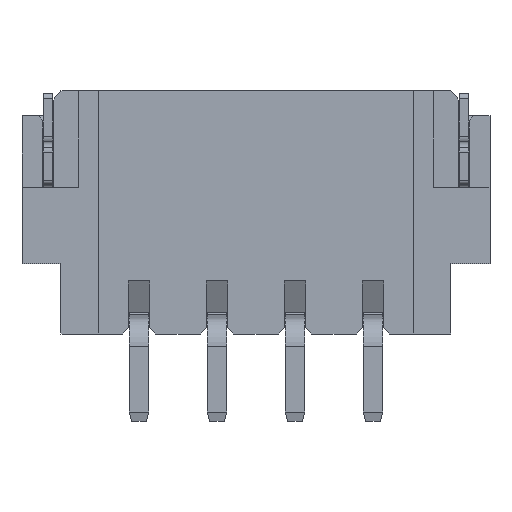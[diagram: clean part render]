
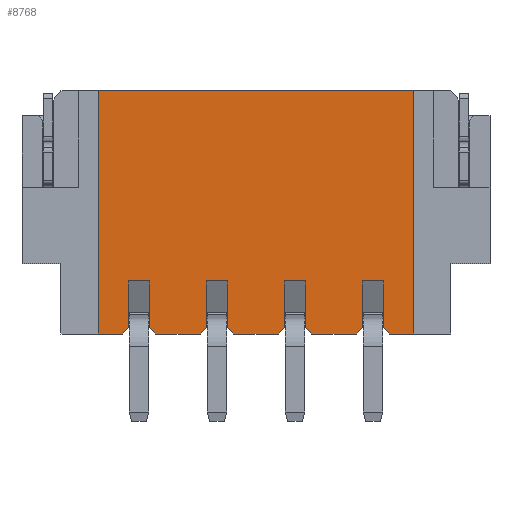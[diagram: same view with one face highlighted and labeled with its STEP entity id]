
A CAD part, front view. The second image highlights one B-rep face of the part: STEP entity #8768.
In plain terms, the highlighted planar face has unit normal (0, -1, 0).
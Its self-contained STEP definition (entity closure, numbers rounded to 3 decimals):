
#1403=DIRECTION('',(-0.707,0.,-0.707));
#1404=VECTOR('',#1403,0.283);
#1405=CARTESIAN_POINT('',(5.91,-5.7,-7.6));
#1406=LINE('',#1405,#1404);
#1407=DIRECTION('',(-0.707,0.,0.707));
#1408=VECTOR('',#1407,0.283);
#1409=CARTESIAN_POINT('',(4.29,-5.7,-7.8));
#1410=LINE('',#1409,#1408);
#1411=DIRECTION('',(-1.,0.,0.));
#1412=VECTOR('',#1411,0.68);
#1413=CARTESIAN_POINT('',(4.09,-5.7,-6.1));
#1414=LINE('',#1413,#1412);
#1415=DIRECTION('',(-0.707,0.,-0.707));
#1416=VECTOR('',#1415,0.283);
#1417=CARTESIAN_POINT('',(3.41,-5.7,-7.6));
#1418=LINE('',#1417,#1416);
#1419=DIRECTION('',(1.,0.,0.));
#1420=VECTOR('',#1419,10.1);
#1421=CARTESIAN_POINT('',(2.45,-5.7,0.));
#1422=LINE('',#1421,#1420);
#1423=DIRECTION('',(-0.707,0.,0.707));
#1424=VECTOR('',#1423,0.283);
#1425=CARTESIAN_POINT('',(11.79,-5.7,-7.8));
#1426=LINE('',#1425,#1424);
#1427=DIRECTION('',(-1.,0.,0.));
#1428=VECTOR('',#1427,0.68);
#1429=CARTESIAN_POINT('',(11.59,-5.7,-6.1));
#1430=LINE('',#1429,#1428);
#1431=DIRECTION('',(-0.707,0.,-0.707));
#1432=VECTOR('',#1431,0.283);
#1433=CARTESIAN_POINT('',(10.91,-5.7,-7.6));
#1434=LINE('',#1433,#1432);
#1435=DIRECTION('',(-0.707,0.,0.707));
#1436=VECTOR('',#1435,0.283);
#1437=CARTESIAN_POINT('',(9.29,-5.7,-7.8));
#1438=LINE('',#1437,#1436);
#1439=DIRECTION('',(-1.,0.,0.));
#1440=VECTOR('',#1439,0.68);
#1441=CARTESIAN_POINT('',(9.09,-5.7,-6.1));
#1442=LINE('',#1441,#1440);
#1443=DIRECTION('',(-0.707,0.,-0.707));
#1444=VECTOR('',#1443,0.283);
#1445=CARTESIAN_POINT('',(8.41,-5.7,-7.6));
#1446=LINE('',#1445,#1444);
#1447=DIRECTION('',(-0.707,0.,0.707));
#1448=VECTOR('',#1447,0.283);
#1449=CARTESIAN_POINT('',(6.79,-5.7,-7.8));
#1450=LINE('',#1449,#1448);
#1451=DIRECTION('',(-1.,0.,0.));
#1452=VECTOR('',#1451,0.68);
#1453=CARTESIAN_POINT('',(6.59,-5.7,-6.1));
#1454=LINE('',#1453,#1452);
#1463=DIRECTION('',(1.,0.,0.));
#1464=VECTOR('',#1463,1.42);
#1465=CARTESIAN_POINT('',(4.29,-5.7,-7.8));
#1466=LINE('',#1465,#1464);
#1483=DIRECTION('',(0.,0.,-1.));
#1484=VECTOR('',#1483,1.5);
#1485=CARTESIAN_POINT('',(4.09,-5.7,-6.1));
#1486=LINE('',#1485,#1484);
#1491=DIRECTION('',(0.,0.,1.));
#1492=VECTOR('',#1491,1.5);
#1493=CARTESIAN_POINT('',(3.41,-5.7,-7.6));
#1494=LINE('',#1493,#1492);
#1515=DIRECTION('',(1.,0.,0.));
#1516=VECTOR('',#1515,0.76);
#1517=CARTESIAN_POINT('',(2.45,-5.7,-7.8));
#1518=LINE('',#1517,#1516);
#2453=DIRECTION('',(0.,0.,-1.));
#2454=VECTOR('',#2453,7.8);
#2455=CARTESIAN_POINT('',(2.45,-5.7,0.));
#2456=LINE('',#2455,#2454);
#2465=DIRECTION('',(0.,0.,1.));
#2466=VECTOR('',#2465,7.8);
#2467=CARTESIAN_POINT('',(12.55,-5.7,-7.8));
#2468=LINE('',#2467,#2466);
#2477=DIRECTION('',(1.,0.,0.));
#2478=VECTOR('',#2477,0.76);
#2479=CARTESIAN_POINT('',(11.79,-5.7,-7.8));
#2480=LINE('',#2479,#2478);
#2533=DIRECTION('',(0.,0.,-1.));
#2534=VECTOR('',#2533,1.5);
#2535=CARTESIAN_POINT('',(11.59,-5.7,-6.1));
#2536=LINE('',#2535,#2534);
#2545=DIRECTION('',(0.,0.,1.));
#2546=VECTOR('',#2545,1.5);
#2547=CARTESIAN_POINT('',(10.91,-5.7,-7.6));
#2548=LINE('',#2547,#2546);
#2589=DIRECTION('',(0.,0.,-1.));
#2590=VECTOR('',#2589,1.5);
#2591=CARTESIAN_POINT('',(9.09,-5.7,-6.1));
#2592=LINE('',#2591,#2590);
#2593=DIRECTION('',(1.,0.,0.));
#2594=VECTOR('',#2593,1.42);
#2595=CARTESIAN_POINT('',(9.29,-5.7,-7.8));
#2596=LINE('',#2595,#2594);
#2605=DIRECTION('',(0.,0.,1.));
#2606=VECTOR('',#2605,1.5);
#2607=CARTESIAN_POINT('',(8.41,-5.7,-7.6));
#2608=LINE('',#2607,#2606);
#2649=DIRECTION('',(0.,0.,-1.));
#2650=VECTOR('',#2649,1.5);
#2651=CARTESIAN_POINT('',(6.59,-5.7,-6.1));
#2652=LINE('',#2651,#2650);
#2653=DIRECTION('',(1.,0.,0.));
#2654=VECTOR('',#2653,1.42);
#2655=CARTESIAN_POINT('',(6.79,-5.7,-7.8));
#2656=LINE('',#2655,#2654);
#2665=DIRECTION('',(0.,0.,1.));
#2666=VECTOR('',#2665,1.5);
#2667=CARTESIAN_POINT('',(5.91,-5.7,-7.6));
#2668=LINE('',#2667,#2666);
#5091=CARTESIAN_POINT('',(12.55,-5.7,0.));
#5093=VERTEX_POINT('',#5091);
#5095=CARTESIAN_POINT('',(2.45,-5.7,0.));
#5096=VERTEX_POINT('',#5095);
#5528=CARTESIAN_POINT('',(6.59,-5.7,-6.1));
#5530=VERTEX_POINT('',#5528);
#5534=CARTESIAN_POINT('',(9.09,-5.7,-6.1));
#5536=VERTEX_POINT('',#5534);
#5540=CARTESIAN_POINT('',(11.59,-5.7,-6.1));
#5542=VERTEX_POINT('',#5540);
#5549=CARTESIAN_POINT('',(4.09,-5.7,-6.1));
#5550=VERTEX_POINT('',#5549);
#5587=CARTESIAN_POINT('',(5.91,-5.7,-7.6));
#5588=CARTESIAN_POINT('',(5.71,-5.7,-7.8));
#5589=VERTEX_POINT('',#5587);
#5590=VERTEX_POINT('',#5588);
#5591=CARTESIAN_POINT('',(4.29,-5.7,-7.8));
#5592=CARTESIAN_POINT('',(4.09,-5.7,-7.6));
#5593=VERTEX_POINT('',#5591);
#5594=VERTEX_POINT('',#5592);
#5595=CARTESIAN_POINT('',(3.41,-5.7,-6.1));
#5596=VERTEX_POINT('',#5595);
#5597=CARTESIAN_POINT('',(3.41,-5.7,-7.6));
#5598=VERTEX_POINT('',#5597);
#5599=CARTESIAN_POINT('',(3.21,-5.7,-7.8));
#5600=VERTEX_POINT('',#5599);
#5601=CARTESIAN_POINT('',(2.45,-5.7,-7.8));
#5602=VERTEX_POINT('',#5601);
#5603=CARTESIAN_POINT('',(12.55,-5.7,-7.8));
#5604=VERTEX_POINT('',#5603);
#5605=CARTESIAN_POINT('',(11.79,-5.7,-7.8));
#5606=CARTESIAN_POINT('',(11.59,-5.7,-7.6));
#5607=VERTEX_POINT('',#5605);
#5608=VERTEX_POINT('',#5606);
#5609=CARTESIAN_POINT('',(10.91,-5.7,-6.1));
#5610=VERTEX_POINT('',#5609);
#5611=CARTESIAN_POINT('',(10.91,-5.7,-7.6));
#5612=VERTEX_POINT('',#5611);
#5613=CARTESIAN_POINT('',(10.71,-5.7,-7.8));
#5614=VERTEX_POINT('',#5613);
#5615=CARTESIAN_POINT('',(9.29,-5.7,-7.8));
#5616=CARTESIAN_POINT('',(9.09,-5.7,-7.6));
#5617=VERTEX_POINT('',#5615);
#5618=VERTEX_POINT('',#5616);
#5619=CARTESIAN_POINT('',(8.41,-5.7,-6.1));
#5620=VERTEX_POINT('',#5619);
#5621=CARTESIAN_POINT('',(8.41,-5.7,-7.6));
#5622=VERTEX_POINT('',#5621);
#5623=CARTESIAN_POINT('',(8.21,-5.7,-7.8));
#5624=VERTEX_POINT('',#5623);
#5625=CARTESIAN_POINT('',(6.79,-5.7,-7.8));
#5626=CARTESIAN_POINT('',(6.59,-5.7,-7.6));
#5627=VERTEX_POINT('',#5625);
#5628=VERTEX_POINT('',#5626);
#5629=CARTESIAN_POINT('',(5.91,-5.7,-6.1));
#5630=VERTEX_POINT('',#5629);
#8711=CARTESIAN_POINT('',(7.5,-5.7,-3.9));
#8712=DIRECTION('',(0.,1.,0.));
#8713=DIRECTION('',(1.,0.,0.));
#8714=AXIS2_PLACEMENT_3D('',#8711,#8712,#8713);
#8715=PLANE('',#8714);
#8716=ORIENTED_EDGE('',*,*,#8701,.T.);
#8718=ORIENTED_EDGE('',*,*,#8717,.F.);
#8720=ORIENTED_EDGE('',*,*,#8719,.T.);
#8722=ORIENTED_EDGE('',*,*,#8721,.F.);
#8723=ORIENTED_EDGE('',*,*,#8670,.T.);
#8725=ORIENTED_EDGE('',*,*,#8724,.F.);
#8727=ORIENTED_EDGE('',*,*,#8726,.T.);
#8729=ORIENTED_EDGE('',*,*,#8728,.F.);
#8731=ORIENTED_EDGE('',*,*,#8730,.F.);
#8732=ORIENTED_EDGE('',*,*,#6696,.T.);
#8734=ORIENTED_EDGE('',*,*,#8733,.F.);
#8736=ORIENTED_EDGE('',*,*,#8735,.F.);
#8738=ORIENTED_EDGE('',*,*,#8737,.T.);
#8740=ORIENTED_EDGE('',*,*,#8739,.F.);
#8741=ORIENTED_EDGE('',*,*,#8655,.T.);
#8743=ORIENTED_EDGE('',*,*,#8742,.F.);
#8745=ORIENTED_EDGE('',*,*,#8744,.T.);
#8747=ORIENTED_EDGE('',*,*,#8746,.F.);
#8749=ORIENTED_EDGE('',*,*,#8748,.T.);
#8751=ORIENTED_EDGE('',*,*,#8750,.F.);
#8752=ORIENTED_EDGE('',*,*,#8647,.T.);
#8754=ORIENTED_EDGE('',*,*,#8753,.F.);
#8756=ORIENTED_EDGE('',*,*,#8755,.T.);
#8758=ORIENTED_EDGE('',*,*,#8757,.F.);
#8760=ORIENTED_EDGE('',*,*,#8759,.T.);
#8762=ORIENTED_EDGE('',*,*,#8761,.F.);
#8763=ORIENTED_EDGE('',*,*,#8639,.T.);
#8765=ORIENTED_EDGE('',*,*,#8764,.F.);
#8766=EDGE_LOOP('',(#8716,#8718,#8720,#8722,#8723,#8725,#8727,#8729,#8731,#8732,
#8734,#8736,#8738,#8740,#8741,#8743,#8745,#8747,#8749,#8751,#8752,#8754,#8756,
#8758,#8760,#8762,#8763,#8765));
#8767=FACE_OUTER_BOUND('',#8766,.F.);
#6696=EDGE_CURVE('',#5096,#5093,#1422,.T.);
#8639=EDGE_CURVE('',#5530,#5630,#1454,.T.);
#8647=EDGE_CURVE('',#5536,#5620,#1442,.T.);
#8655=EDGE_CURVE('',#5542,#5610,#1430,.T.);
#8670=EDGE_CURVE('',#5550,#5596,#1414,.T.);
#8701=EDGE_CURVE('',#5589,#5590,#1406,.T.);
#8717=EDGE_CURVE('',#5593,#5590,#1466,.T.);
#8719=EDGE_CURVE('',#5593,#5594,#1410,.T.);
#8721=EDGE_CURVE('',#5550,#5594,#1486,.T.);
#8724=EDGE_CURVE('',#5598,#5596,#1494,.T.);
#8726=EDGE_CURVE('',#5598,#5600,#1418,.T.);
#8728=EDGE_CURVE('',#5602,#5600,#1518,.T.);
#8730=EDGE_CURVE('',#5096,#5602,#2456,.T.);
#8733=EDGE_CURVE('',#5604,#5093,#2468,.T.);
#8735=EDGE_CURVE('',#5607,#5604,#2480,.T.);
#8737=EDGE_CURVE('',#5607,#5608,#1426,.T.);
#8739=EDGE_CURVE('',#5542,#5608,#2536,.T.);
#8742=EDGE_CURVE('',#5612,#5610,#2548,.T.);
#8744=EDGE_CURVE('',#5612,#5614,#1434,.T.);
#8746=EDGE_CURVE('',#5617,#5614,#2596,.T.);
#8748=EDGE_CURVE('',#5617,#5618,#1438,.T.);
#8750=EDGE_CURVE('',#5536,#5618,#2592,.T.);
#8753=EDGE_CURVE('',#5622,#5620,#2608,.T.);
#8755=EDGE_CURVE('',#5622,#5624,#1446,.T.);
#8757=EDGE_CURVE('',#5627,#5624,#2656,.T.);
#8759=EDGE_CURVE('',#5627,#5628,#1450,.T.);
#8761=EDGE_CURVE('',#5530,#5628,#2652,.T.);
#8764=EDGE_CURVE('',#5589,#5630,#2668,.T.);
#8768=ADVANCED_FACE('',(#8767),#8715,.F.);
